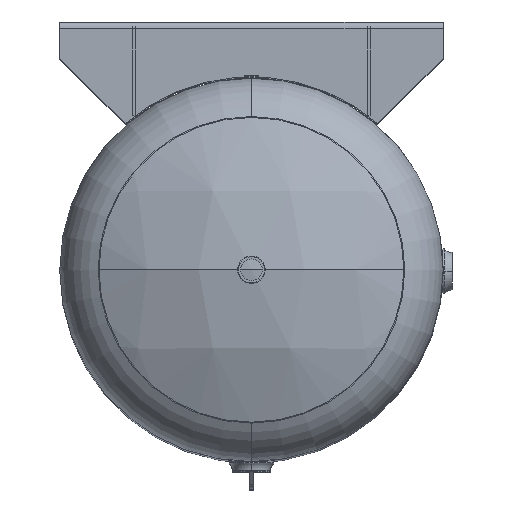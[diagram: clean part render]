
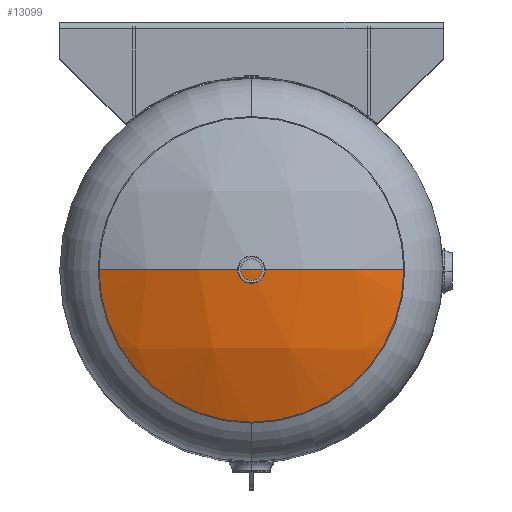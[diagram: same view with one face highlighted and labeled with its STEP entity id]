
A CAD part, top view. The second image highlights one B-rep face of the part: STEP entity #13099.
In plain terms, the highlighted spherical face has radius 960.12 mm.
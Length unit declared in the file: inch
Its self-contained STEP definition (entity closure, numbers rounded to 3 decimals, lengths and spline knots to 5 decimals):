
#13 = FACE_OUTER_BOUND ( 'NONE', #20648, .T. ) ;
#141 = CIRCLE ( 'NONE', #5170, 16.8 ) ;
#243 = SPHERICAL_SURFACE ( 'NONE', #11273, 37.8 ) ;
#1047 = DIRECTION ( 'NONE',  ( 0., -1., 0. ) ) ;
#1666 = ORIENTED_EDGE ( 'NONE', *, *, #19151, .T. ) ;
#2790 = CARTESIAN_POINT ( 'NONE',  ( 0., 8.58744, -16.8 ) ) ;
#3278 = EDGE_CURVE ( 'NONE', #9984, #6119, #14830, .T. ) ;
#3788 = CIRCLE ( 'NONE', #10242, 37.8 ) ;
#4007 = CARTESIAN_POINT ( 'NONE',  ( 0., -25.27404, 0. ) ) ;
#4424 = CARTESIAN_POINT ( 'NONE',  ( 0., 8.58744, 0. ) ) ;
#4624 = ORIENTED_EDGE ( 'NONE', *, *, #6414, .F. ) ;
#5170 = AXIS2_PLACEMENT_3D ( 'NONE', #20720, #15425, #15650 ) ;
#5196 = DIRECTION ( 'NONE',  ( 0., 0., 1. ) ) ;
#5453 = CARTESIAN_POINT ( 'NONE',  ( -16.8, 8.58744, 0. ) ) ;
#5600 = DIRECTION ( 'NONE',  ( 0., 0., -1. ) ) ;
#6119 = VERTEX_POINT ( 'NONE', #5453 ) ;
#6414 = EDGE_CURVE ( 'NONE', #10244, #8242, #141, .T. ) ;
#7091 = CARTESIAN_POINT ( 'NONE',  ( 0., -25.27404, 0. ) ) ;
#7217 = ORIENTED_EDGE ( 'NONE', *, *, #18368, .F. ) ;
#8242 = VERTEX_POINT ( 'NONE', #19993 ) ;
#9087 = AXIS2_PLACEMENT_3D ( 'NONE', #19535, #12546, #21221 ) ;
#9139 = CIRCLE ( 'NONE', #10592, 16.8 ) ;
#9829 = ORIENTED_EDGE ( 'NONE', *, *, #3278, .F. ) ;
#9984 = VERTEX_POINT ( 'NONE', #17842 ) ;
#10242 = AXIS2_PLACEMENT_3D ( 'NONE', #4007, #5600, #12439 ) ;
#10244 = VERTEX_POINT ( 'NONE', #2790 ) ;
#10592 = AXIS2_PLACEMENT_3D ( 'NONE', #4424, #1047, #21412 ) ;
#11273 = AXIS2_PLACEMENT_3D ( 'NONE', #7091, #5196, #18918 ) ;
#12439 = DIRECTION ( 'NONE',  ( -1., 0., 0. ) ) ;
#12546 = DIRECTION ( 'NONE',  ( 0., 0., 1. ) ) ;
#13099 = ADVANCED_FACE ( 'NONE', ( #13 ), #243, .T. ) ;
#14830 = CIRCLE ( 'NONE', #9087, 37.8 ) ;
#15425 = DIRECTION ( 'NONE',  ( 0., -1., 0. ) ) ;
#15650 = DIRECTION ( 'NONE',  ( 0., 0., -1. ) ) ;
#17842 = CARTESIAN_POINT ( 'NONE',  ( 0., 12.52596, 0. ) ) ;
#18368 = EDGE_CURVE ( 'NONE', #6119, #10244, #9139, .T. ) ;
#18918 = DIRECTION ( 'NONE',  ( 1., 0., 0. ) ) ;
#19151 = EDGE_CURVE ( 'NONE', #9984, #8242, #3788, .T. ) ;
#19535 = CARTESIAN_POINT ( 'NONE',  ( 0., -25.27404, 0. ) ) ;
#19993 = CARTESIAN_POINT ( 'NONE',  ( 16.8, 8.58744, 0. ) ) ;
#20648 = EDGE_LOOP ( 'NONE', ( #9829, #1666, #4624, #7217 ) ) ;
#20720 = CARTESIAN_POINT ( 'NONE',  ( 0., 8.58744, 0. ) ) ;
#21221 = DIRECTION ( 'NONE',  ( 1., 0., 0. ) ) ;
#21412 = DIRECTION ( 'NONE',  ( 0., 0., -1. ) ) ;
